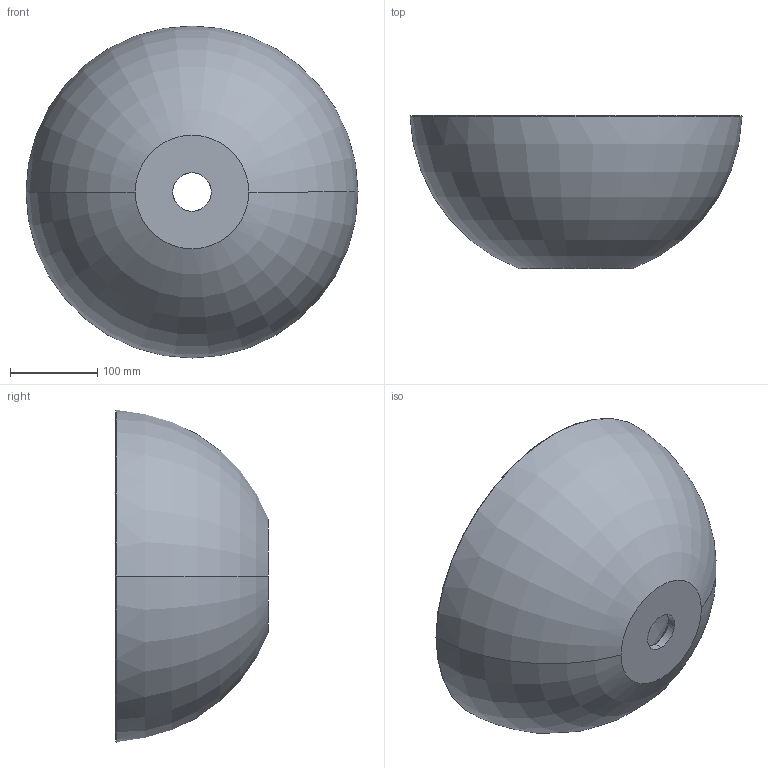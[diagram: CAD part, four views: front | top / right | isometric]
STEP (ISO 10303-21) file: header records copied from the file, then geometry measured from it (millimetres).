
FILE_DESCRIPTION (( 'STEP AP203' ), '1' );
FILE_NAME ('MARMY CONNOR 380170.STEP', '2021-04-26T16:42:03', ( '' ), ( '' ), 'SwSTEP 2.0', 'SolidWorks 2019', '' );
FILE_SCHEMA (( 'CONFIG_CONTROL_DESIGN' ));
Length unit declared in the file: millimetre
Products named in the file (1): MARMY CONNOR 380170
Bounding box: 379.94 x 175 x 379.94 mm (x, y, z)
Volume: 3190364.8 mm3; surface area: 416661.7 mm2
Topology: 1 solids, 1 shells, 16 faces, 42 edges, 28 vertices
Faces by surface type: bspline 8, torus 4, plane 2, cylinder 2
Entity records: 3682 total; most frequent: CARTESIAN_POINT 3256, ORIENTED_EDGE 84, DIRECTION 56, EDGE_CURVE 42, VERTEX_POINT 28, AXIS2_PLACEMENT_3D 27, B_SPLINE_CURVE_WITH_KNOTS 22, EDGE_LOOP 18
